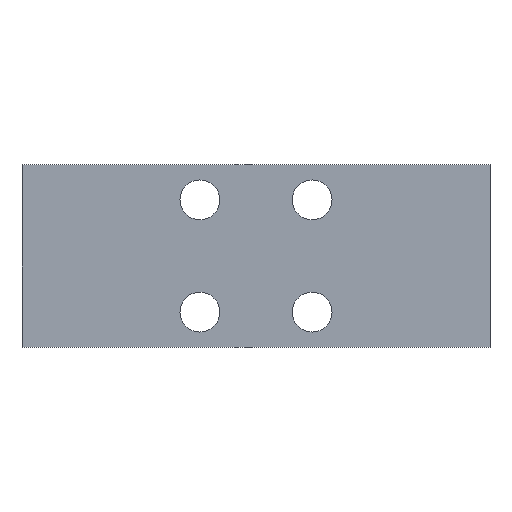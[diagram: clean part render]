
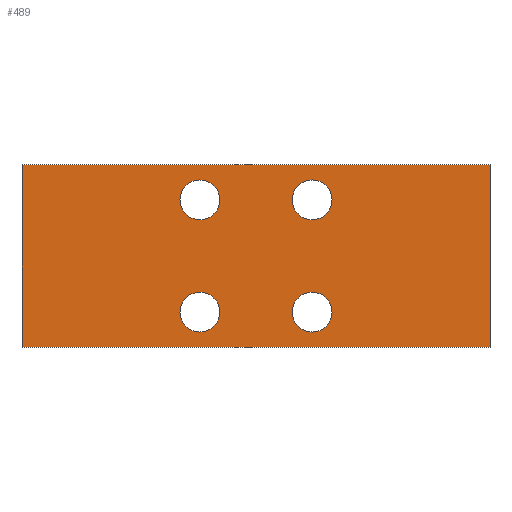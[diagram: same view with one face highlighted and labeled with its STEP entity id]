
A CAD part, top view. The second image highlights one B-rep face of the part: STEP entity #489.
In plain terms, the highlighted planar face has unit normal (0, 0, 1).
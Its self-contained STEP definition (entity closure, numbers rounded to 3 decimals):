
#6 = FACE_BOUND ( 'NONE', #155, .T. ) ;
#8 = FACE_OUTER_BOUND ( 'NONE', #173, .T. ) ;
#11 = FACE_BOUND ( 'NONE', #153, .T. ) ;
#14 = FACE_BOUND ( 'NONE', #163, .T. ) ;
#17 = FACE_BOUND ( 'NONE', #154, .T. ) ;
#24 = CIRCLE ( 'NONE', #245, 4.25 ) ;
#27 = CIRCLE ( 'NONE', #241, 4.25 ) ;
#28 = CIRCLE ( 'NONE', #243, 4.25 ) ;
#33 = CIRCLE ( 'NONE', #250, 4.25 ) ;
#36 = CIRCLE ( 'NONE', #244, 4.25 ) ;
#37 = CIRCLE ( 'NONE', #239, 4.25 ) ;
#51 = LINE ( 'NONE', #307, #53 ) ;
#53 = VECTOR ( 'NONE', #310, 1000. ) ;
#70 = VECTOR ( 'NONE', #320, 1000. ) ;
#71 = LINE ( 'NONE', #319, #70 ) ;
#72 = CIRCLE ( 'NONE', #235, 4.25 ) ;
#76 = VECTOR ( 'NONE', #335, 1000. ) ;
#112 = ORIENTED_EDGE ( 'NONE', *, *, #219, .F. ) ;
#143 = ORIENTED_EDGE ( 'NONE', *, *, #210, .T. ) ;
#144 = ORIENTED_EDGE ( 'NONE', *, *, #220, .F. ) ;
#145 = ORIENTED_EDGE ( 'NONE', *, *, #198, .T. ) ;
#146 = ORIENTED_EDGE ( 'NONE', *, *, #211, .T. ) ;
#147 = ORIENTED_EDGE ( 'NONE', *, *, #202, .T. ) ;
#148 = ORIENTED_EDGE ( 'NONE', *, *, #225, .F. ) ;
#153 = EDGE_LOOP ( 'NONE', ( #144, #148 ) ) ;
#154 = EDGE_LOOP ( 'NONE', ( #179, #178 ) ) ;
#155 = EDGE_LOOP ( 'NONE', ( #169, #168 ) ) ;
#163 = EDGE_LOOP ( 'NONE', ( #112, #170 ) ) ;
#168 = ORIENTED_EDGE ( 'NONE', *, *, #208, .F. ) ;
#169 = ORIENTED_EDGE ( 'NONE', *, *, #230, .F. ) ;
#170 = ORIENTED_EDGE ( 'NONE', *, *, #221, .F. ) ;
#173 = EDGE_LOOP ( 'NONE', ( #147, #146, #145, #143 ) ) ;
#178 = ORIENTED_EDGE ( 'NONE', *, *, #204, .F. ) ;
#179 = ORIENTED_EDGE ( 'NONE', *, *, #228, .F. ) ;
#180 = VECTOR ( 'NONE', #337, 1000. ) ;
#181 = LINE ( 'NONE', #336, #180 ) ;
#184 = CIRCLE ( 'NONE', #238, 4.25 ) ;
#185 = LINE ( 'NONE', #325, #76 ) ;
#198 = EDGE_CURVE ( 'NONE', #285, #287, #51, .T. ) ;
#202 = EDGE_CURVE ( 'NONE', #293, #292, #71, .T. ) ;
#204 = EDGE_CURVE ( 'NONE', #294, #296, #72, .T. ) ;
#208 = EDGE_CURVE ( 'NONE', #276, #278, #184, .T. ) ;
#210 = EDGE_CURVE ( 'NONE', #287, #293, #185, .T. ) ;
#211 = EDGE_CURVE ( 'NONE', #292, #285, #181, .T. ) ;
#219 = EDGE_CURVE ( 'NONE', #281, #275, #28, .T. ) ;
#220 = EDGE_CURVE ( 'NONE', #277, #282, #27, .T. ) ;
#221 = EDGE_CURVE ( 'NONE', #275, #281, #37, .T. ) ;
#225 = EDGE_CURVE ( 'NONE', #282, #277, #36, .T. ) ;
#228 = EDGE_CURVE ( 'NONE', #296, #294, #24, .T. ) ;
#230 = EDGE_CURVE ( 'NONE', #278, #276, #33, .T. ) ;
#235 = AXIS2_PLACEMENT_3D ( 'NONE', #317, #321, #322 ) ;
#238 = AXIS2_PLACEMENT_3D ( 'NONE', #328, #329, #330 ) ;
#239 = AXIS2_PLACEMENT_3D ( 'NONE', #360, #361, #362 ) ;
#241 = AXIS2_PLACEMENT_3D ( 'NONE', #350, #358, #359 ) ;
#243 = AXIS2_PLACEMENT_3D ( 'NONE', #347, #355, #356 ) ;
#244 = AXIS2_PLACEMENT_3D ( 'NONE', #370, #372, #373 ) ;
#245 = AXIS2_PLACEMENT_3D ( 'NONE', #371, #380, #381 ) ;
#250 = AXIS2_PLACEMENT_3D ( 'NONE', #376, #384, #385 ) ;
#257 = AXIS2_PLACEMENT_3D ( 'NONE', #433, #442, #443 ) ;
#275 = VERTEX_POINT ( 'NONE', #390 ) ;
#276 = VERTEX_POINT ( 'NONE', #393 ) ;
#277 = VERTEX_POINT ( 'NONE', #394 ) ;
#278 = VERTEX_POINT ( 'NONE', #395 ) ;
#281 = VERTEX_POINT ( 'NONE', #397 ) ;
#282 = VERTEX_POINT ( 'NONE', #398 ) ;
#285 = VERTEX_POINT ( 'NONE', #400 ) ;
#287 = VERTEX_POINT ( 'NONE', #402 ) ;
#292 = VERTEX_POINT ( 'NONE', #407 ) ;
#293 = VERTEX_POINT ( 'NONE', #408 ) ;
#294 = VERTEX_POINT ( 'NONE', #409 ) ;
#296 = VERTEX_POINT ( 'NONE', #411 ) ;
#307 = CARTESIAN_POINT ( 'NONE',  ( -50., -19.5, 7. ) ) ;
#310 = DIRECTION ( 'NONE',  ( 1., 0., 0. ) ) ;
#317 = CARTESIAN_POINT ( 'NONE',  ( 12., -12., 7. ) ) ;
#319 = CARTESIAN_POINT ( 'NONE',  ( 50., 19.5, 7. ) ) ;
#320 = DIRECTION ( 'NONE',  ( -1., 0., 0. ) ) ;
#321 = DIRECTION ( 'NONE',  ( 0., 0., 1. ) ) ;
#322 = DIRECTION ( 'NONE',  ( 1., 0., 0. ) ) ;
#325 = CARTESIAN_POINT ( 'NONE',  ( 50., -19.5, 7. ) ) ;
#328 = CARTESIAN_POINT ( 'NONE',  ( 12., 12., 7. ) ) ;
#329 = DIRECTION ( 'NONE',  ( 0., 0., 1. ) ) ;
#330 = DIRECTION ( 'NONE',  ( 1., 0., 0. ) ) ;
#335 = DIRECTION ( 'NONE',  ( 0., 1., 0. ) ) ;
#336 = CARTESIAN_POINT ( 'NONE',  ( -50., 19.5, 7. ) ) ;
#337 = DIRECTION ( 'NONE',  ( 0., -1., 0. ) ) ;
#347 = CARTESIAN_POINT ( 'NONE',  ( -12., 12., 7. ) ) ;
#350 = CARTESIAN_POINT ( 'NONE',  ( -12., -12., 7. ) ) ;
#355 = DIRECTION ( 'NONE',  ( 0., 0., 1. ) ) ;
#356 = DIRECTION ( 'NONE',  ( 1., 0., 0. ) ) ;
#358 = DIRECTION ( 'NONE',  ( 0., 0., 1. ) ) ;
#359 = DIRECTION ( 'NONE',  ( 1., 0., 0. ) ) ;
#360 = CARTESIAN_POINT ( 'NONE',  ( -12., 12., 7. ) ) ;
#361 = DIRECTION ( 'NONE',  ( 0., 0., 1. ) ) ;
#362 = DIRECTION ( 'NONE',  ( 1., 0., 0. ) ) ;
#370 = CARTESIAN_POINT ( 'NONE',  ( -12., -12., 7. ) ) ;
#371 = CARTESIAN_POINT ( 'NONE',  ( 12., -12., 7. ) ) ;
#372 = DIRECTION ( 'NONE',  ( 0., 0., 1. ) ) ;
#373 = DIRECTION ( 'NONE',  ( 1., 0., 0. ) ) ;
#376 = CARTESIAN_POINT ( 'NONE',  ( 12., 12., 7. ) ) ;
#380 = DIRECTION ( 'NONE',  ( 0., 0., 1. ) ) ;
#381 = DIRECTION ( 'NONE',  ( 1., 0., 0. ) ) ;
#384 = DIRECTION ( 'NONE',  ( 0., 0., 1. ) ) ;
#385 = DIRECTION ( 'NONE',  ( 1., 0., 0. ) ) ;
#390 = CARTESIAN_POINT ( 'NONE',  ( -7.75, 12., 7. ) ) ;
#393 = CARTESIAN_POINT ( 'NONE',  ( 16.25, 12., 7. ) ) ;
#394 = CARTESIAN_POINT ( 'NONE',  ( -16.25, -12., 7. ) ) ;
#395 = CARTESIAN_POINT ( 'NONE',  ( 7.75, 12., 7. ) ) ;
#397 = CARTESIAN_POINT ( 'NONE',  ( -16.25, 12., 7. ) ) ;
#398 = CARTESIAN_POINT ( 'NONE',  ( -7.75, -12., 7. ) ) ;
#400 = CARTESIAN_POINT ( 'NONE',  ( -50., -19.5, 7. ) ) ;
#402 = CARTESIAN_POINT ( 'NONE',  ( 50., -19.5, 7. ) ) ;
#407 = CARTESIAN_POINT ( 'NONE',  ( -50., 19.5, 7. ) ) ;
#408 = CARTESIAN_POINT ( 'NONE',  ( 50., 19.5, 7. ) ) ;
#409 = CARTESIAN_POINT ( 'NONE',  ( 16.25, -12., 7. ) ) ;
#411 = CARTESIAN_POINT ( 'NONE',  ( 7.75, -12., 7. ) ) ;
#433 = CARTESIAN_POINT ( 'NONE',  ( 0., 0., 7. ) ) ;
#439 = PLANE ( 'NONE',  #257 ) ;
#442 = DIRECTION ( 'NONE',  ( 0., 0., 1. ) ) ;
#443 = DIRECTION ( 'NONE',  ( 1., 0., 0. ) ) ;
#489 = ADVANCED_FACE ( 'NONE', ( #14, #6, #17, #11, #8 ), #439, .T. ) ;
